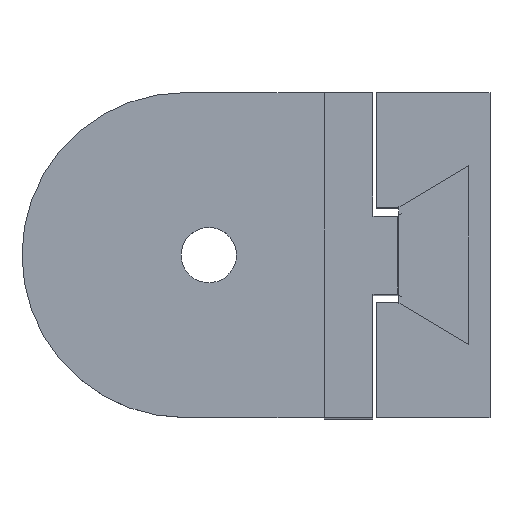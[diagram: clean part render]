
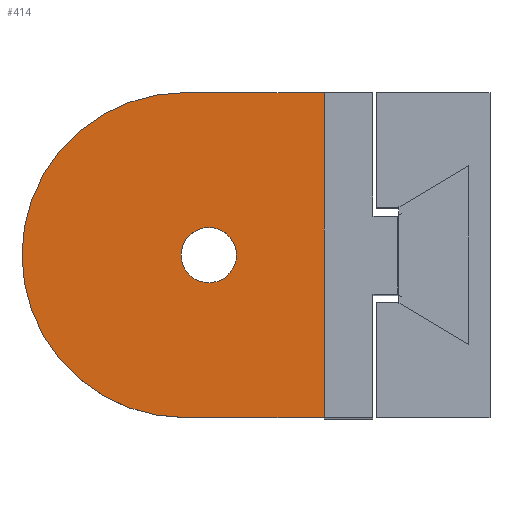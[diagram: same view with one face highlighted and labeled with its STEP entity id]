
A CAD part, top view. The second image highlights one B-rep face of the part: STEP entity #414.
In plain terms, the highlighted planar face has unit normal (0, 0, 1).
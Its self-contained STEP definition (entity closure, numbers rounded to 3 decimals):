
#262 = VERTEX_POINT('',#263);
#263 = CARTESIAN_POINT('',(0.,20.,0.));
#269 = EDGE_CURVE('',#262,#270,#272,.T.);
#270 = VERTEX_POINT('',#271);
#271 = CARTESIAN_POINT('',(0.,0.,0.));
#272 = LINE('',#273,#274);
#273 = CARTESIAN_POINT('',(0.,20.,0.));
#274 = VECTOR('',#275,1.);
#275 = DIRECTION('',(0.,-1.,0.));
#414 = ADVANCED_FACE('',(#415,#441),#452,.T.);
#415 = FACE_BOUND('',#416,.T.);
#416 = EDGE_LOOP('',(#417,#428,#434,#435));
#417 = ORIENTED_EDGE('',*,*,#418,.T.);
#418 = EDGE_CURVE('',#419,#421,#423,.T.);
#419 = VERTEX_POINT('',#420);
#420 = CARTESIAN_POINT('',(-8.6,20.,0.));
#421 = VERTEX_POINT('',#422);
#422 = CARTESIAN_POINT('',(-8.6,0.,0.));
#423 = CIRCLE('',#424,10.);
#424 = AXIS2_PLACEMENT_3D('',#425,#426,#427);
#425 = CARTESIAN_POINT('',(-8.6,10.,0.));
#426 = DIRECTION('',(0.,0.,1.));
#427 = DIRECTION('',(1.,0.,0.));
#428 = ORIENTED_EDGE('',*,*,#429,.F.);
#429 = EDGE_CURVE('',#270,#421,#430,.T.);
#430 = LINE('',#431,#432);
#431 = CARTESIAN_POINT('',(0.,0.,0.));
#432 = VECTOR('',#433,1.);
#433 = DIRECTION('',(-1.,0.,0.));
#434 = ORIENTED_EDGE('',*,*,#269,.F.);
#435 = ORIENTED_EDGE('',*,*,#436,.F.);
#436 = EDGE_CURVE('',#419,#262,#437,.T.);
#437 = LINE('',#438,#439);
#438 = CARTESIAN_POINT('',(-8.6,20.,0.));
#439 = VECTOR('',#440,1.);
#440 = DIRECTION('',(1.,0.,0.));
#441 = FACE_BOUND('',#442,.T.);
#442 = EDGE_LOOP('',(#443));
#443 = ORIENTED_EDGE('',*,*,#444,.F.);
#444 = EDGE_CURVE('',#445,#445,#447,.T.);
#445 = VERTEX_POINT('',#446);
#446 = CARTESIAN_POINT('',(-5.4,10.,0.));
#447 = CIRCLE('',#448,1.7);
#448 = AXIS2_PLACEMENT_3D('',#449,#450,#451);
#449 = CARTESIAN_POINT('',(-7.1,10.,0.));
#450 = DIRECTION('',(0.,0.,1.));
#451 = DIRECTION('',(1.,0.,0.));
#452 = PLANE('',#453);
#453 = AXIS2_PLACEMENT_3D('',#454,#455,#456);
#454 = CARTESIAN_POINT('',(-7.517,10.,0.));
#455 = DIRECTION('',(0.,0.,1.));
#456 = DIRECTION('',(1.,0.,0.));
